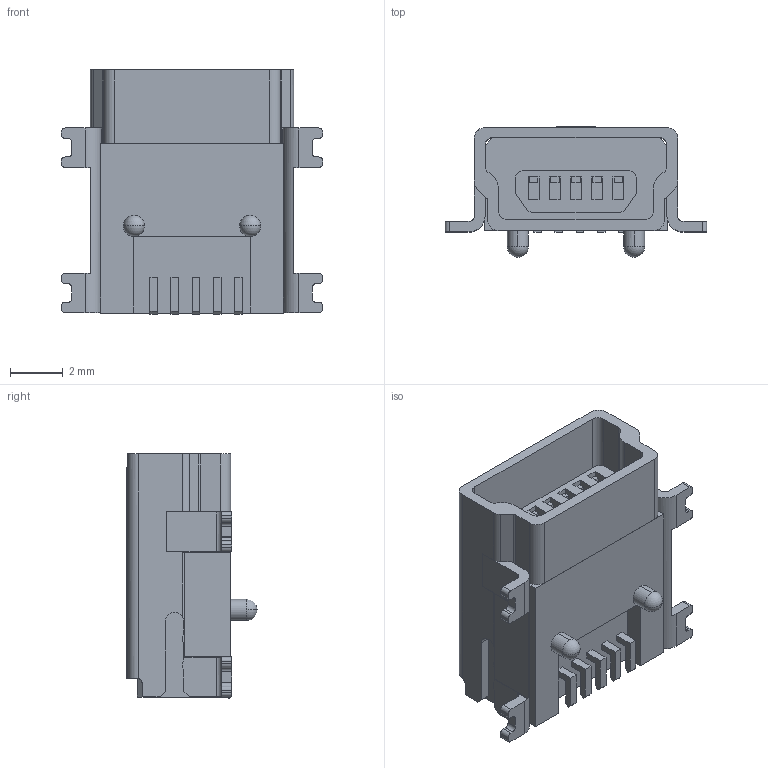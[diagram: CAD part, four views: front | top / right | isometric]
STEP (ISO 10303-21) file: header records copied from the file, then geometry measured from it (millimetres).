
FILE_DESCRIPTION (( 'STEP AP214' ), '1' );
FILE_NAME ('USB-MINI-SMD.STEP', '2017-12-03T08:09:58', ( '' ), ( '' ), 'SwSTEP 2.0', 'SolidWorks 2017', '' );
FILE_SCHEMA (( 'AUTOMOTIVE_DESIGN' ));
Length unit declared in the file: millimetre
Products named in the file (1): USB-MINI-SMD
Bounding box: 9.9 x 4.93 x 9.25 mm (x, y, z)
Volume: 217.8 mm3; surface area: 424.8 mm2
Topology: 6 solids, 6 shells, 289 faces, 829 edges, 552 vertices
Faces by surface type: plane 199, cylinder 86, sphere 4
Entity records: 10487 total; most frequent: CARTESIAN_POINT 1932, ORIENTED_EDGE 1650, DIRECTION 1534, EDGE_CURVE 825, VECTOR 610, LINE 610, VERTEX_POINT 552, AXIS2_PLACEMENT_3D 462
